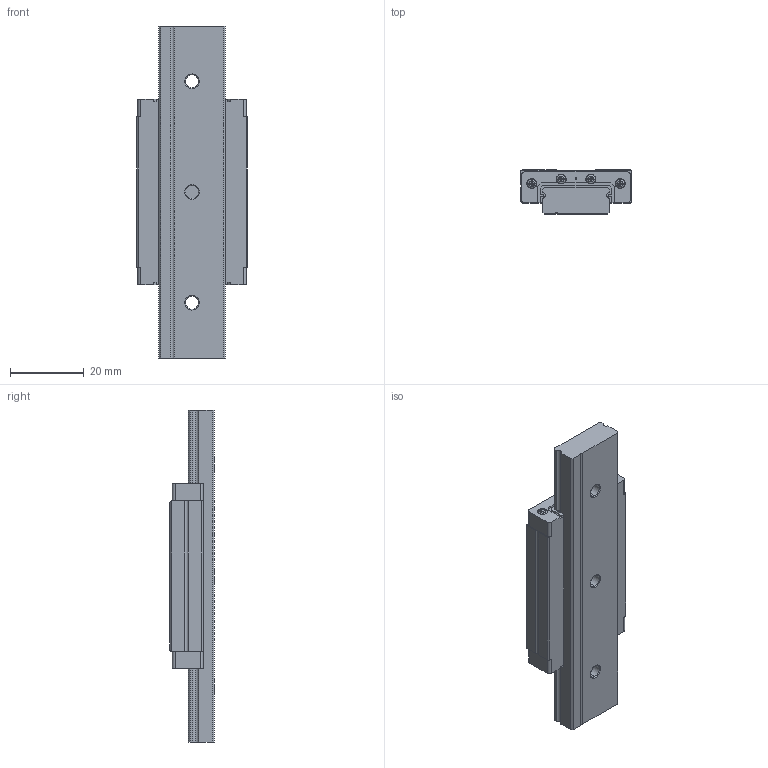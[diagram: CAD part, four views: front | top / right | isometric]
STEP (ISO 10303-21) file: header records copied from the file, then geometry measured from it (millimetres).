
FILE_DESCRIPTION (( 'STEP AP214' ), '1' );
FILE_NAME ('C_SMW9L_Assy.STEP', '2024-12-14T01:07:08', ( 'user' ), ( '' ), 'SwSTEP 2.0', 'SolidWorks 2023', '' );
FILE_SCHEMA (( 'AUTOMOTIVE_DESIGN' ));
Length unit declared in the file: millimetre
Products named in the file (3): C_SMW9_Rail; C_SMW9L_block; C_SMW9L_Assy
Assembly tree (2 placements, depth 2):
  C_SMW9L_Assy
    C_SMW9L_block
    C_SMW9_Rail
Bounding box: 30 x 12 x 90 mm (x, y, z)
Volume: 20122.9 mm3; surface area: 10067.8 mm2
Topology: 2 solids, 2 shells, 367 faces, 990 edges, 640 vertices
Faces by surface type: plane 229, cylinder 94, cone 28, torus 16
Entity records: 11676 total; most frequent: CARTESIAN_POINT 2418, ORIENTED_EDGE 1964, DIRECTION 1862, EDGE_CURVE 982, VERTEX_POINT 640, AXIS2_PLACEMENT_3D 628, LINE 606, VECTOR 606
